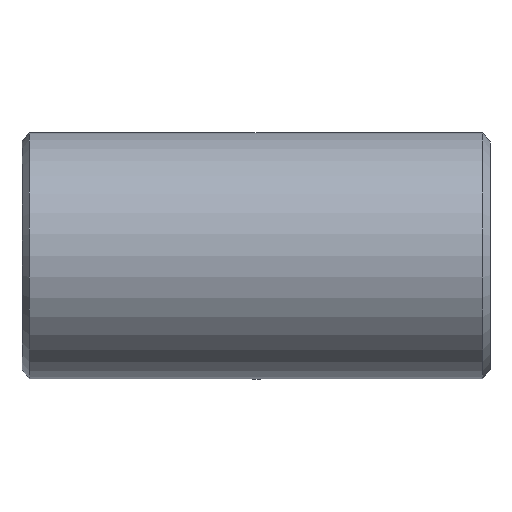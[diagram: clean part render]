
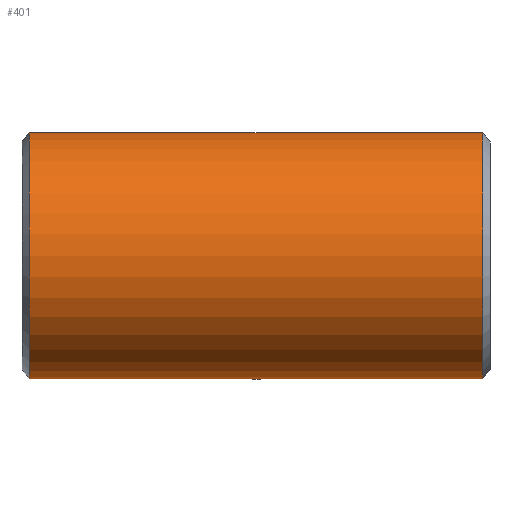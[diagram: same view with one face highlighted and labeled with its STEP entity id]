
A CAD part, top view. The second image highlights one B-rep face of the part: STEP entity #401.
In plain terms, the highlighted cylindrical face has radius 20 mm (diameter 40 mm), a full revolution.
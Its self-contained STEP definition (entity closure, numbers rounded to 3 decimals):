
#3 = VERTEX_POINT ( 'NONE', #6 ) ;
#6 = CARTESIAN_POINT ( 'NONE',  ( 0., 20., 0. ) ) ;
#8 = VERTEX_POINT ( 'NONE', #10 ) ;
#10 = CARTESIAN_POINT ( 'NONE',  ( 0., -20., 0. ) ) ;
#27 = EDGE_CURVE ( 'NONE', #8, #3, #419, .T. ) ;
#28 = AXIS2_PLACEMENT_3D ( 'NONE', #501, #494, #493 ) ;
#29 = EDGE_CURVE ( 'NONE', #214, #214, #334, .T. ) ;
#44 = AXIS2_PLACEMENT_3D ( 'NONE', #469, #534, #535 ) ;
#45 = AXIS2_PLACEMENT_3D ( 'NONE', #518, #512, #511 ) ;
#53 = EDGE_CURVE ( 'NONE', #220, #220, #337, .T. ) ;
#55 = EDGE_CURVE ( 'NONE', #3, #8, #423, .T. ) ;
#214 = VERTEX_POINT ( 'NONE', #215 ) ;
#215 = CARTESIAN_POINT ( 'NONE',  ( -36.785, 0., -20. ) ) ;
#220 = VERTEX_POINT ( 'NONE', #221 ) ;
#221 = CARTESIAN_POINT ( 'NONE',  ( 36.785, 0., -20. ) ) ;
#275 = EDGE_LOOP ( 'NONE', ( #282 ) ) ;
#282 = ORIENTED_EDGE ( 'NONE', *, *, #53, .F. ) ;
#283 = ORIENTED_EDGE ( 'NONE', *, *, #55, .T. ) ;
#284 = ORIENTED_EDGE ( 'NONE', *, *, #27, .T. ) ;
#291 = ORIENTED_EDGE ( 'NONE', *, *, #29, .T. ) ;
#333 = FACE_BOUND ( 'NONE', #449, .T. ) ;
#334 = CIRCLE ( 'NONE', #45, 20. ) ;
#337 = CIRCLE ( 'NONE', #28, 20. ) ;
#338 = CYLINDRICAL_SURFACE ( 'NONE', #44, 20. ) ;
#353 = FACE_OUTER_BOUND ( 'NONE', #275, .T. ) ;
#355 = FACE_OUTER_BOUND ( 'NONE', #460, .T. ) ;
#401 = ADVANCED_FACE ( 'NONE', ( #353, #333, #355 ), #338, .T. ) ;
#419 =( BOUNDED_CURVE ( )  B_SPLINE_CURVE ( 3, ( #522, #515, #516, #517 ),
 .UNSPECIFIED., .F., .T. ) 
 B_SPLINE_CURVE_WITH_KNOTS ( ( 4, 4 ),
 ( 1.571, 4.712 ),
 .UNSPECIFIED. ) 
 CURVE ( )  GEOMETRIC_REPRESENTATION_ITEM ( )  RATIONAL_B_SPLINE_CURVE ( ( 1., 0.333, 0.333, 1. ) ) 
 REPRESENTATION_ITEM ( '' )  );
#423 =( BOUNDED_CURVE ( )  B_SPLINE_CURVE ( 3, ( #495, #498, #490, #489 ),
 .UNSPECIFIED., .F., .T. ) 
 B_SPLINE_CURVE_WITH_KNOTS ( ( 4, 4 ),
 ( 1.571, 4.712 ),
 .UNSPECIFIED. ) 
 CURVE ( )  GEOMETRIC_REPRESENTATION_ITEM ( )  RATIONAL_B_SPLINE_CURVE ( ( 1., 0.333, 0.333, 1. ) ) 
 REPRESENTATION_ITEM ( '' )  );
#449 = EDGE_LOOP ( 'NONE', ( #283, #284 ) ) ;
#460 = EDGE_LOOP ( 'NONE', ( #291 ) ) ;
#469 = CARTESIAN_POINT ( 'NONE',  ( 38., 0., 0. ) ) ;
#489 = CARTESIAN_POINT ( 'NONE',  ( 0., -20., 0. ) ) ;
#490 = CARTESIAN_POINT ( 'NONE',  ( -43.8, -20., -40. ) ) ;
#493 = DIRECTION ( 'NONE',  ( 0., 0., -1. ) ) ;
#494 = DIRECTION ( 'NONE',  ( 1., 0., 0. ) ) ;
#495 = CARTESIAN_POINT ( 'NONE',  ( 0., 20., 0. ) ) ;
#498 = CARTESIAN_POINT ( 'NONE',  ( -43.8, 20., -40. ) ) ;
#501 = CARTESIAN_POINT ( 'NONE',  ( 36.785, 0., 0. ) ) ;
#511 = DIRECTION ( 'NONE',  ( 0., 0., -1. ) ) ;
#512 = DIRECTION ( 'NONE',  ( 1., 0., 0. ) ) ;
#515 = CARTESIAN_POINT ( 'NONE',  ( 43.8, -20., -40. ) ) ;
#516 = CARTESIAN_POINT ( 'NONE',  ( 43.8, 20., -40. ) ) ;
#517 = CARTESIAN_POINT ( 'NONE',  ( 0., 20., 0. ) ) ;
#518 = CARTESIAN_POINT ( 'NONE',  ( -36.785, 0., 0. ) ) ;
#522 = CARTESIAN_POINT ( 'NONE',  ( 0., -20., 0. ) ) ;
#534 = DIRECTION ( 'NONE',  ( 1., 0., 0. ) ) ;
#535 = DIRECTION ( 'NONE',  ( 0., 0., -1. ) ) ;
